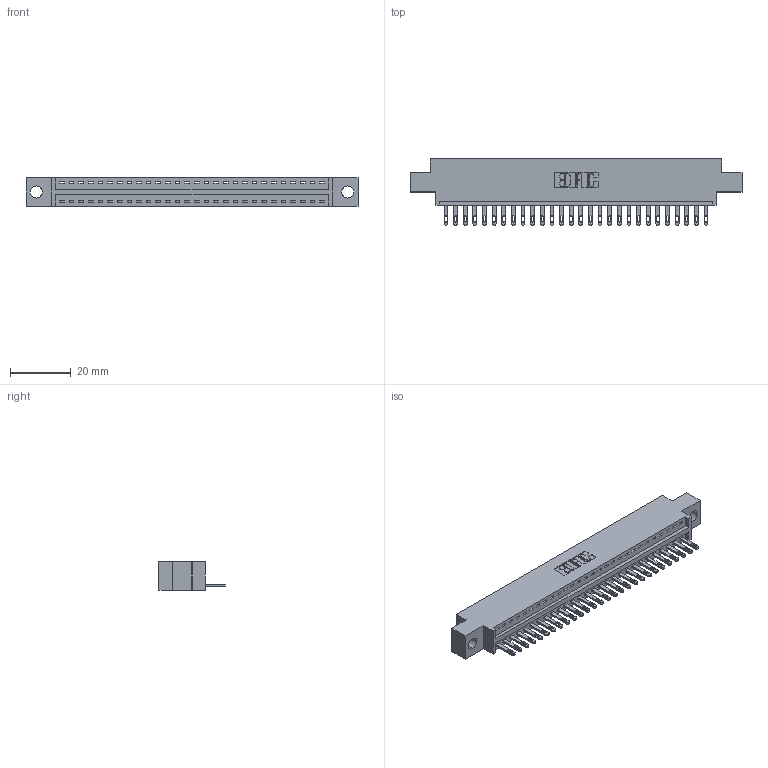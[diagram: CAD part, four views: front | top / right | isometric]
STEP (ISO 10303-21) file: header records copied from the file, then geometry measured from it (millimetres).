
FILE_DESCRIPTION (( 'STEP AP203' ), '1' );
FILE_NAME ('896-028-500-604.STEP', '2021-07-27T18:24:30', ( '' ), ( '' ), 'SwSTEP 2.0', 'SolidWorks 2020', '' );
FILE_SCHEMA (( 'CONFIG_CONTROL_DESIGN' ));
Length unit declared in the file: inch
Products named in the file (3): 345-292-001_345-293-100; 896-028-500-604; 846 Part_0.170 Offset - 0.156 Dia-TH
Assembly tree (29 placements, depth 2):
  896-028-500-604
    846 Part_0.170 Offset - 0.156 Dia-TH
    345-292-001_345-293-100  x28
Bounding box: 109.47 x 21.84 x 9.4 mm (x, y, z)
Volume: 10157.5 mm3; surface area: 12575 mm2
Topology: 29 solids, 29 shells, 1638 faces, 5045 edges, 3362 vertices
Faces by surface type: plane 1032, cylinder 606
Entity records: 19327 total; most frequent: CARTESIAN_POINT 3324, ORIENTED_EDGE 3286, DIRECTION 2951, EDGE_CURVE 1643, VECTOR 1395, LINE 1395, VERTEX_POINT 1094, AXIS2_PLACEMENT_3D 778
